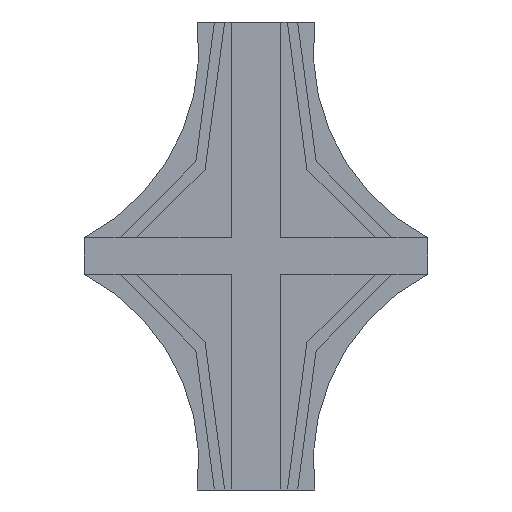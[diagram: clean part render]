
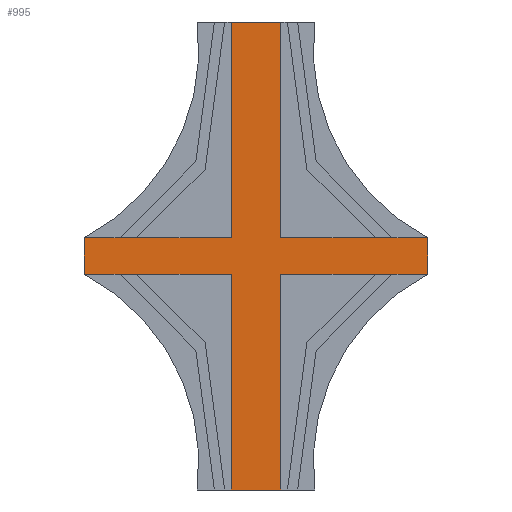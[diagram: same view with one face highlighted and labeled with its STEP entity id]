
A CAD part, front view. The second image highlights one B-rep face of the part: STEP entity #995.
In plain terms, the highlighted planar face has unit normal (0, -1, 0).
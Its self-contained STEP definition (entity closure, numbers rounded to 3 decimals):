
#54=PLANE('',#1075);
#59=LINE('',#1390,#179);
#62=LINE('',#1429,#182);
#64=LINE('',#1454,#184);
#67=LINE('',#1492,#187);
#139=LINE('',#1643,#259);
#150=LINE('',#1666,#270);
#169=LINE('',#1703,#289);
#170=LINE('',#1705,#290);
#171=LINE('',#1707,#291);
#172=LINE('',#1709,#292);
#173=LINE('',#1713,#293);
#174=LINE('',#1714,#294);
#179=VECTOR('',#1091,10.);
#182=VECTOR('',#1102,10.);
#184=VECTOR('',#1112,10.);
#187=VECTOR('',#1123,10.);
#259=VECTOR('',#1249,10.);
#270=VECTOR('',#1274,10.);
#289=VECTOR('',#1309,10.);
#290=VECTOR('',#1312,10.);
#291=VECTOR('',#1315,10.);
#292=VECTOR('',#1318,10.);
#293=VECTOR('',#1323,10.);
#294=VECTOR('',#1324,10.);
#355=FACE_OUTER_BOUND('',#409,.T.);
#409=EDGE_LOOP('',(#913,#914,#915,#916,#917,#918,#919,#920,#921,#922,#923,
#924));
#436=VERTEX_POINT('',#1353);
#439=VERTEX_POINT('',#1387);
#440=VERTEX_POINT('',#1389);
#442=VERTEX_POINT('',#1395);
#444=VERTEX_POINT('',#1414);
#448=VERTEX_POINT('',#1451);
#449=VERTEX_POINT('',#1453);
#451=VERTEX_POINT('',#1473);
#504=VERTEX_POINT('',#1642);
#509=VERTEX_POINT('',#1665);
#519=VERTEX_POINT('',#1701);
#520=VERTEX_POINT('',#1712);
#528=EDGE_CURVE('',#439,#440,#59,.T.);
#535=EDGE_CURVE('',#444,#442,#62,.T.);
#540=EDGE_CURVE('',#448,#449,#64,.T.);
#547=EDGE_CURVE('',#436,#451,#67,.T.);
#622=EDGE_CURVE('',#504,#451,#139,.T.);
#634=EDGE_CURVE('',#509,#442,#150,.T.);
#653=EDGE_CURVE('',#444,#519,#169,.T.);
#654=EDGE_CURVE('',#448,#504,#170,.T.);
#655=EDGE_CURVE('',#439,#509,#171,.T.);
#656=EDGE_CURVE('',#519,#449,#172,.T.);
#657=EDGE_CURVE('',#436,#520,#173,.T.);
#658=EDGE_CURVE('',#520,#440,#174,.T.);
#913=ORIENTED_EDGE('',*,*,#622,.T.);
#914=ORIENTED_EDGE('',*,*,#547,.F.);
#915=ORIENTED_EDGE('',*,*,#657,.T.);
#916=ORIENTED_EDGE('',*,*,#658,.T.);
#917=ORIENTED_EDGE('',*,*,#528,.F.);
#918=ORIENTED_EDGE('',*,*,#655,.T.);
#919=ORIENTED_EDGE('',*,*,#634,.T.);
#920=ORIENTED_EDGE('',*,*,#535,.F.);
#921=ORIENTED_EDGE('',*,*,#653,.T.);
#922=ORIENTED_EDGE('',*,*,#656,.T.);
#923=ORIENTED_EDGE('',*,*,#540,.F.);
#924=ORIENTED_EDGE('',*,*,#654,.T.);
#995=ADVANCED_FACE('',(#355),#54,.F.);
#1075=AXIS2_PLACEMENT_3D('',#1711,#1321,#1322);
#1091=DIRECTION('',(-1.,0.,0.));
#1102=DIRECTION('',(0.,0.,-1.));
#1112=DIRECTION('',(1.,0.,0.));
#1123=DIRECTION('',(0.,0.,1.));
#1249=DIRECTION('',(-1.,0.,0.));
#1274=DIRECTION('',(1.,0.,0.));
#1309=DIRECTION('',(-1.,0.,0.));
#1312=DIRECTION('',(0.,0.,-1.));
#1315=DIRECTION('',(0.,0.,1.));
#1318=DIRECTION('',(0.,0.,1.));
#1321=DIRECTION('center_axis',(0.,1.,0.));
#1322=DIRECTION('ref_axis',(-1.,0.,0.));
#1323=DIRECTION('',(1.,0.,0.));
#1324=DIRECTION('',(0.,0.,-1.));
#1353=CARTESIAN_POINT('',(-35.,20.,-3.75));
#1387=CARTESIAN_POINT('',(5.,20.,-47.75));
#1389=CARTESIAN_POINT('',(-5.,20.,-47.75));
#1390=CARTESIAN_POINT('',(5.,20.,-47.75));
#1395=CARTESIAN_POINT('',(35.,20.,-3.75));
#1414=CARTESIAN_POINT('',(35.,20.,3.75));
#1429=CARTESIAN_POINT('',(35.,20.,3.75));
#1451=CARTESIAN_POINT('',(-5.,20.,47.75));
#1453=CARTESIAN_POINT('',(5.,20.,47.75));
#1454=CARTESIAN_POINT('',(-12.,20.,47.75));
#1473=CARTESIAN_POINT('',(-35.,20.,3.75));
#1492=CARTESIAN_POINT('',(-35.,20.,-3.75));
#1642=CARTESIAN_POINT('',(-5.,20.,3.75));
#1643=CARTESIAN_POINT('',(-2.5,20.,3.75));
#1665=CARTESIAN_POINT('',(5.,20.,-3.75));
#1666=CARTESIAN_POINT('',(2.5,20.,-3.75));
#1701=CARTESIAN_POINT('',(5.,20.,3.75));
#1703=CARTESIAN_POINT('',(17.5,20.,3.75));
#1705=CARTESIAN_POINT('',(-5.,20.,23.875));
#1707=CARTESIAN_POINT('',(5.,20.,-23.875));
#1709=CARTESIAN_POINT('',(5.,20.,1.875));
#1711=CARTESIAN_POINT('Origin',(0.,20.,0.));
#1712=CARTESIAN_POINT('',(-5.,20.,-3.75));
#1713=CARTESIAN_POINT('',(-5.,20.,-3.75));
#1714=CARTESIAN_POINT('',(-5.,20.,-3.75));
